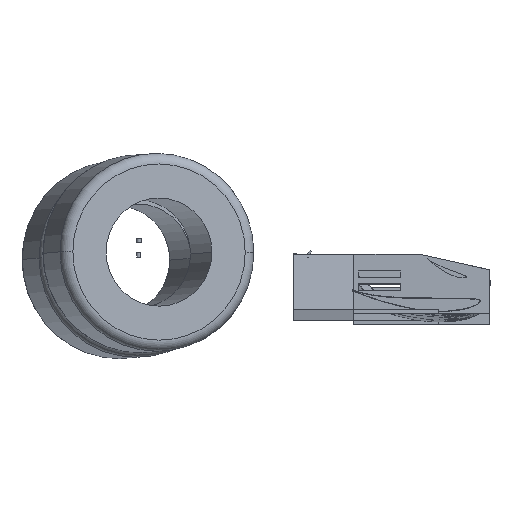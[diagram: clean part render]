
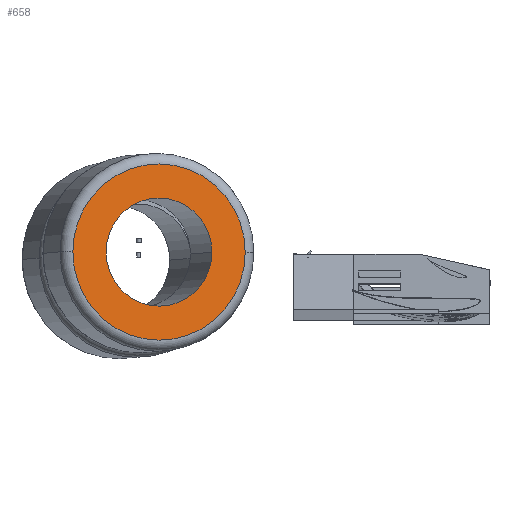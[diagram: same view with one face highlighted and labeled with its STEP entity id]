
A CAD part, front view. The second image highlights one B-rep face of the part: STEP entity #658.
In plain terms, the highlighted face is planar.
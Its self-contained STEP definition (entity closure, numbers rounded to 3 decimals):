
#516=CARTESIAN_POINT('Vertex',(-122.62,0.,31.568)) ;
#519=CARTESIAN_POINT('Axis2P3D Location',(4.38,0.,31.568)) ;
#523=CARTESIAN_POINT('Vertex',(131.38,0.,31.568)) ;
#543=CARTESIAN_POINT('Axis2P3D Location',(4.38,0.,31.568)) ;
#631=CARTESIAN_POINT('Axis2P3D Location',(0.,0.,0.)) ;
#636=CARTESIAN_POINT('Axis2P3D Location',(4.38,0.,31.568)) ;
#640=CARTESIAN_POINT('Vertex',(-202.62,0.,31.568)) ;
#642=CARTESIAN_POINT('Vertex',(211.38,0.,31.568)) ;
#645=CARTESIAN_POINT('Axis2P3D Location',(4.38,0.,31.568)) ;
#520=DIRECTION('Axis2P3D Direction',(0.,1.,0.)) ;
#544=DIRECTION('Axis2P3D Direction',(0.,1.,0.)) ;
#632=DIRECTION('Axis2P3D Direction',(0.,1.,0.)) ;
#633=DIRECTION('Axis2P3D XDirection',(-1.,0.,0.)) ;
#637=DIRECTION('Axis2P3D Direction',(0.,1.,0.)) ;
#646=DIRECTION('Axis2P3D Direction',(0.,1.,0.)) ;
#521=AXIS2_PLACEMENT_3D('Circle Axis2P3D',#519,#520,$) ;
#545=AXIS2_PLACEMENT_3D('Circle Axis2P3D',#543,#544,$) ;
#634=AXIS2_PLACEMENT_3D('Plane Axis2P3D',#631,#632,#633) ;
#638=AXIS2_PLACEMENT_3D('Circle Axis2P3D',#636,#637,$) ;
#647=AXIS2_PLACEMENT_3D('Circle Axis2P3D',#645,#646,$) ;
#651=ORIENTED_EDGE('',*,*,#644,.F.) ;
#652=ORIENTED_EDGE('',*,*,#649,.F.) ;
#655=ORIENTED_EDGE('',*,*,#547,.T.) ;
#656=ORIENTED_EDGE('',*,*,#525,.T.) ;
#657=FACE_BOUND('',#654,.T.) ;
#658=ADVANCED_FACE('',(#653,#657),#635,.F.) ;
#522=CIRCLE('generated circle',#521,127.) ;
#546=CIRCLE('generated circle',#545,127.) ;
#639=CIRCLE('generated circle',#638,207.) ;
#648=CIRCLE('generated circle',#647,207.) ;
#525=EDGE_CURVE('',#524,#517,#522,.T.) ;
#547=EDGE_CURVE('',#517,#524,#546,.T.) ;
#644=EDGE_CURVE('',#641,#643,#639,.T.) ;
#649=EDGE_CURVE('',#643,#641,#648,.T.) ;
#650=EDGE_LOOP('',(#651,#652)) ;
#654=EDGE_LOOP('',(#655,#656)) ;
#653=FACE_OUTER_BOUND('',#650,.T.) ;
#635=PLANE('Plane',#634) ;
#517=VERTEX_POINT('',#516) ;
#524=VERTEX_POINT('',#523) ;
#641=VERTEX_POINT('',#640) ;
#643=VERTEX_POINT('',#642) ;
